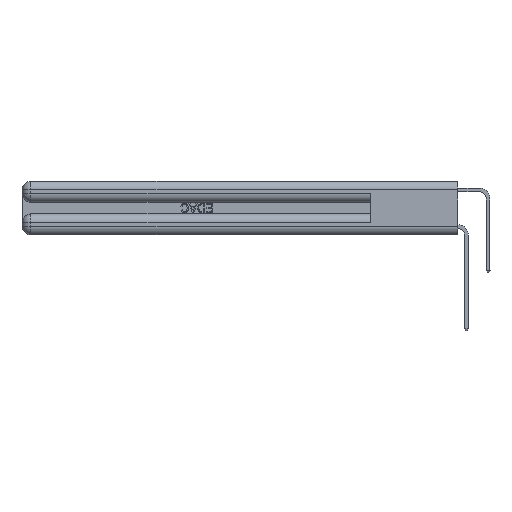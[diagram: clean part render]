
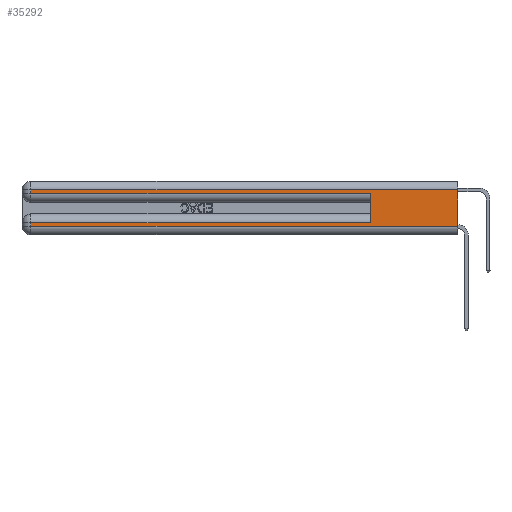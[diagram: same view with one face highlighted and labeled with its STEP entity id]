
A CAD part, left-side view. The second image highlights one B-rep face of the part: STEP entity #35292.
In plain terms, the highlighted planar face has unit normal (-1, 0, 0).
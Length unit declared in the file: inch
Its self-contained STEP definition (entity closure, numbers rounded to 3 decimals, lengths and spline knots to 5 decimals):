
#272 = CARTESIAN_POINT ( 'NONE',  ( 0., 0., 0.37 ) ) ;
#1405 = ORIENTED_EDGE ( 'NONE', *, *, #21328, .T. ) ;
#1477 = VECTOR ( 'NONE', #11497, 39.37008 ) ;
#2849 = CARTESIAN_POINT ( 'NONE',  ( 0., 2.94, 0.31 ) ) ;
#3438 = PLANE ( 'NONE',  #19889 ) ;
#3509 = VECTOR ( 'NONE', #7040, 39.37008 ) ;
#3510 = EDGE_LOOP ( 'NONE', ( #6807, #29254, #18714, #1405, #24208, #25279, #14169, #31316 ) ) ;
#3993 = EDGE_CURVE ( 'NONE', #20544, #21830, #25677, .T. ) ;
#4777 = CARTESIAN_POINT ( 'NONE',  ( 0., 0., 0.37 ) ) ;
#5079 = VECTOR ( 'NONE', #23991, 39.37008 ) ;
#5141 = DIRECTION ( 'NONE',  ( 0., 0., -1. ) ) ;
#5278 = CARTESIAN_POINT ( 'NONE',  ( 0., 0., 0.06 ) ) ;
#5342 = VECTOR ( 'NONE', #30715, 39.37008 ) ;
#5957 = VECTOR ( 'NONE', #16601, 39.37008 ) ;
#6109 = DIRECTION ( 'NONE',  ( 0., 0., -1. ) ) ;
#6807 = ORIENTED_EDGE ( 'NONE', *, *, #9999, .F. ) ;
#6854 = CARTESIAN_POINT ( 'NONE',  ( 0., 0.6, 0.085 ) ) ;
#7040 = DIRECTION ( 'NONE',  ( 0., 0., 1. ) ) ;
#7589 = CARTESIAN_POINT ( 'NONE',  ( 0., 0.6, 0.145 ) ) ;
#8475 = LINE ( 'NONE', #27926, #5342 ) ;
#9618 = CARTESIAN_POINT ( 'NONE',  ( 0., 0., 0.285 ) ) ;
#9653 = CARTESIAN_POINT ( 'NONE',  ( 0., 2.94, 0.37 ) ) ;
#9999 = EDGE_CURVE ( 'NONE', #17775, #10586, #15985, .T. ) ;
#10586 = VERTEX_POINT ( 'NONE', #5278 ) ;
#11497 = DIRECTION ( 'NONE',  ( 0., 0., -1. ) ) ;
#12745 = VERTEX_POINT ( 'NONE', #2849 ) ;
#13547 = EDGE_CURVE ( 'NONE', #34982, #20544, #33405, .T. ) ;
#14169 = ORIENTED_EDGE ( 'NONE', *, *, #3993, .T. ) ;
#14314 = DIRECTION ( 'NONE',  ( 1., 0., 0. ) ) ;
#14921 = CARTESIAN_POINT ( 'NONE',  ( 0., 0., 0.085 ) ) ;
#15259 = VERTEX_POINT ( 'NONE', #35773 ) ;
#15394 = EDGE_CURVE ( 'NONE', #21830, #10586, #35404, .T. ) ;
#15985 = LINE ( 'NONE', #4777, #26234 ) ;
#16543 = CARTESIAN_POINT ( 'NONE',  ( 0., 2.94, 0.37 ) ) ;
#16601 = DIRECTION ( 'NONE',  ( 0., 1., 0. ) ) ;
#17199 = CARTESIAN_POINT ( 'NONE',  ( 0., 2.94, 0.085 ) ) ;
#17775 = VERTEX_POINT ( 'NONE', #26370 ) ;
#18600 = VECTOR ( 'NONE', #35958, 39.37008 ) ;
#18714 = ORIENTED_EDGE ( 'NONE', *, *, #24428, .T. ) ;
#19889 = AXIS2_PLACEMENT_3D ( 'NONE', #272, #14314, #29041 ) ;
#20544 = VERTEX_POINT ( 'NONE', #17199 ) ;
#21328 = EDGE_CURVE ( 'NONE', #15259, #36485, #23434, .T. ) ;
#21830 = VERTEX_POINT ( 'NONE', #24310 ) ;
#23434 = LINE ( 'NONE', #9618, #5079 ) ;
#23797 = CARTESIAN_POINT ( 'NONE',  ( 0., 0., 0.06 ) ) ;
#23991 = DIRECTION ( 'NONE',  ( 0., -1., 0. ) ) ;
#24208 = ORIENTED_EDGE ( 'NONE', *, *, #30901, .F. ) ;
#24310 = CARTESIAN_POINT ( 'NONE',  ( 0., 2.94, 0.06 ) ) ;
#24428 = EDGE_CURVE ( 'NONE', #12745, #15259, #28727, .T. ) ;
#25279 = ORIENTED_EDGE ( 'NONE', *, *, #13547, .T. ) ;
#25677 = LINE ( 'NONE', #16543, #1477 ) ;
#25873 = FACE_OUTER_BOUND ( 'NONE', #3510, .T. ) ;
#26234 = VECTOR ( 'NONE', #5141, 39.37008 ) ;
#26370 = CARTESIAN_POINT ( 'NONE',  ( 0., 0., 0.31 ) ) ;
#27926 = CARTESIAN_POINT ( 'NONE',  ( 0., 0., 0.31 ) ) ;
#28512 = CARTESIAN_POINT ( 'NONE',  ( 0., 0.6, 0.285 ) ) ;
#28727 = LINE ( 'NONE', #9653, #30773 ) ;
#29041 = DIRECTION ( 'NONE',  ( 0., 0., -1. ) ) ;
#29254 = ORIENTED_EDGE ( 'NONE', *, *, #31417, .T. ) ;
#30715 = DIRECTION ( 'NONE',  ( 0., 1., 0. ) ) ;
#30773 = VECTOR ( 'NONE', #6109, 39.37008 ) ;
#30901 = EDGE_CURVE ( 'NONE', #34982, #36485, #36184, .T. ) ;
#31316 = ORIENTED_EDGE ( 'NONE', *, *, #15394, .T. ) ;
#31417 = EDGE_CURVE ( 'NONE', #17775, #12745, #8475, .T. ) ;
#33405 = LINE ( 'NONE', #14921, #5957 ) ;
#34982 = VERTEX_POINT ( 'NONE', #6854 ) ;
#35292 = ADVANCED_FACE ( 'NONE', ( #25873 ), #3438, .F. ) ;
#35404 = LINE ( 'NONE', #23797, #18600 ) ;
#35773 = CARTESIAN_POINT ( 'NONE',  ( 0., 2.94, 0.285 ) ) ;
#35958 = DIRECTION ( 'NONE',  ( 0., -1., 0. ) ) ;
#36184 = LINE ( 'NONE', #7589, #3509 ) ;
#36485 = VERTEX_POINT ( 'NONE', #28512 ) ;
